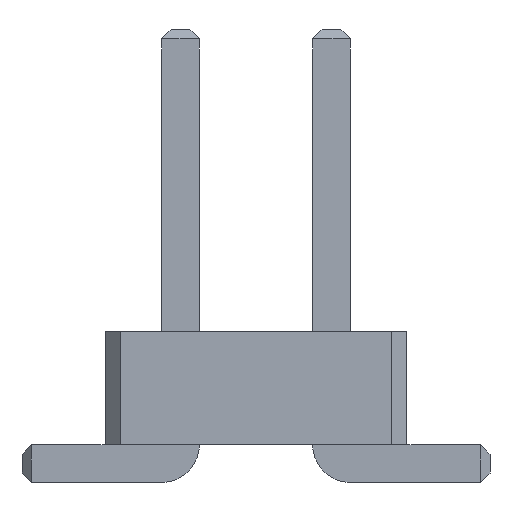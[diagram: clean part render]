
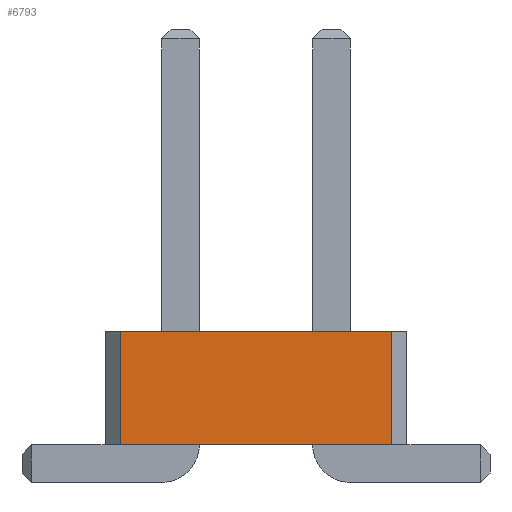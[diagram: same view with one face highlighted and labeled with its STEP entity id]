
A CAD part, front view. The second image highlights one B-rep face of the part: STEP entity #6793.
In plain terms, the highlighted planar face has unit normal (0, -1, 0).
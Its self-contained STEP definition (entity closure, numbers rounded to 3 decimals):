
#1286 = VERTEX_POINT('',#1287);
#1287 = CARTESIAN_POINT('',(1.8,-16.,0.5));
#1293 = EDGE_CURVE('',#1294,#1286,#1296,.T.);
#1294 = VERTEX_POINT('',#1295);
#1295 = CARTESIAN_POINT('',(-1.8,-16.,0.5));
#1296 = LINE('',#1297,#1298);
#1297 = CARTESIAN_POINT('',(-1.8,-16.,0.5));
#1298 = VECTOR('',#1299,1.);
#1299 = DIRECTION('',(1.,0.,0.));
#2814 = VERTEX_POINT('',#2815);
#2815 = CARTESIAN_POINT('',(1.8,-16.,2.));
#2821 = EDGE_CURVE('',#2822,#2814,#2824,.T.);
#2822 = VERTEX_POINT('',#2823);
#2823 = CARTESIAN_POINT('',(-1.8,-16.,2.));
#2824 = LINE('',#2825,#2826);
#2825 = CARTESIAN_POINT('',(-1.8,-16.,2.));
#2826 = VECTOR('',#2827,1.);
#2827 = DIRECTION('',(1.,0.,0.));
#6782 = EDGE_CURVE('',#1294,#2822,#6783,.T.);
#6783 = LINE('',#6784,#6785);
#6784 = CARTESIAN_POINT('',(-1.8,-16.,0.5));
#6785 = VECTOR('',#6786,1.);
#6786 = DIRECTION('',(0.,0.,1.));
#6793 = ADVANCED_FACE('',(#6794),#6805,.F.);
#6794 = FACE_BOUND('',#6795,.F.);
#6795 = EDGE_LOOP('',(#6796,#6797,#6798,#6804));
#6796 = ORIENTED_EDGE('',*,*,#6782,.T.);
#6797 = ORIENTED_EDGE('',*,*,#2821,.T.);
#6798 = ORIENTED_EDGE('',*,*,#6799,.F.);
#6799 = EDGE_CURVE('',#1286,#2814,#6800,.T.);
#6800 = LINE('',#6801,#6802);
#6801 = CARTESIAN_POINT('',(1.8,-16.,0.5));
#6802 = VECTOR('',#6803,1.);
#6803 = DIRECTION('',(0.,0.,1.));
#6804 = ORIENTED_EDGE('',*,*,#1293,.F.);
#6805 = PLANE('',#6806);
#6806 = AXIS2_PLACEMENT_3D('',#6807,#6808,#6809);
#6807 = CARTESIAN_POINT('',(-1.8,-16.,0.5));
#6808 = DIRECTION('',(0.,1.,0.));
#6809 = DIRECTION('',(1.,0.,0.));
